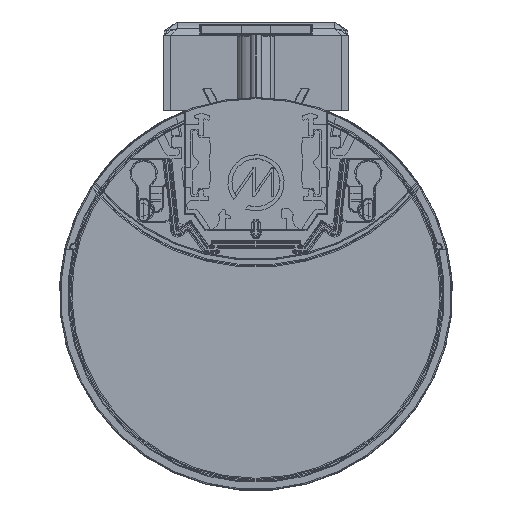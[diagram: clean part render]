
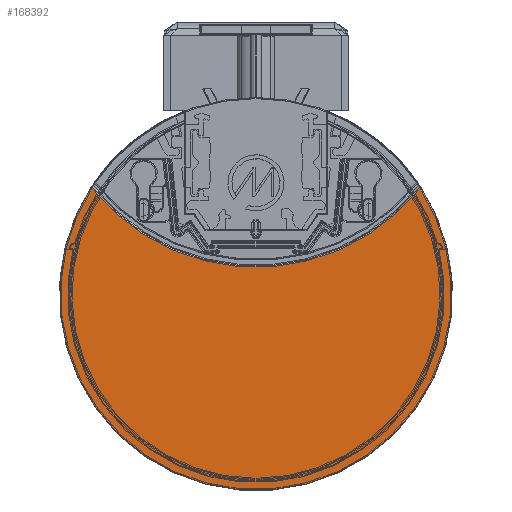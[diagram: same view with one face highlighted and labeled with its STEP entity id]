
A CAD part, front view. The second image highlights one B-rep face of the part: STEP entity #168392.
In plain terms, the highlighted planar face has unit normal (0, -1, 0).
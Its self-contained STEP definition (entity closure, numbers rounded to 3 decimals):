
#7242=PLANE('',#178815);
#12725=FACE_OUTER_BOUND('',#21818,.T.);
#21818=EDGE_LOOP('',(#117381,#117382));
#60177=CIRCLE('',#178555,37.214);
#60180=CIRCLE('',#178559,34.769);
#68552=VERTEX_POINT('',#253442);
#68800=VERTEX_POINT('',#256329);
#86550=EDGE_CURVE('',#68800,#68552,#60177,.T.);
#86553=EDGE_CURVE('',#68552,#68800,#60180,.T.);
#117381=ORIENTED_EDGE('',*,*,#86550,.T.);
#117382=ORIENTED_EDGE('',*,*,#86553,.T.);
#168392=ADVANCED_FACE('',(#12725),#7242,.T.);
#178555=AXIS2_PLACEMENT_3D('',#256430,#200283,#200284);
#178559=AXIS2_PLACEMENT_3D('',#256434,#200291,#200292);
#178815=AXIS2_PLACEMENT_3D('',#258157,#200916,#200917);
#200283=DIRECTION('center_axis',(0.,1.,0.));
#200284=DIRECTION('ref_axis',(-0.439,0.,-0.899));
#200291=DIRECTION('center_axis',(0.,-1.,0.));
#200292=DIRECTION('ref_axis',(-0.88,0.,-0.474));
#200916=DIRECTION('center_axis',(0.,-1.,0.));
#200917=DIRECTION('ref_axis',(0.,0.,1.));
#253442=CARTESIAN_POINT('',(-29.18,-1693.,18.904));
#256329=CARTESIAN_POINT('',(29.18,-1693.,18.904));
#256430=CARTESIAN_POINT('Origin',(0.,-1693.,42.));
#256434=CARTESIAN_POINT('Origin',(0.,-1693.,0.));
#258157=CARTESIAN_POINT('Origin',(10.889,-1693.,12.98));
